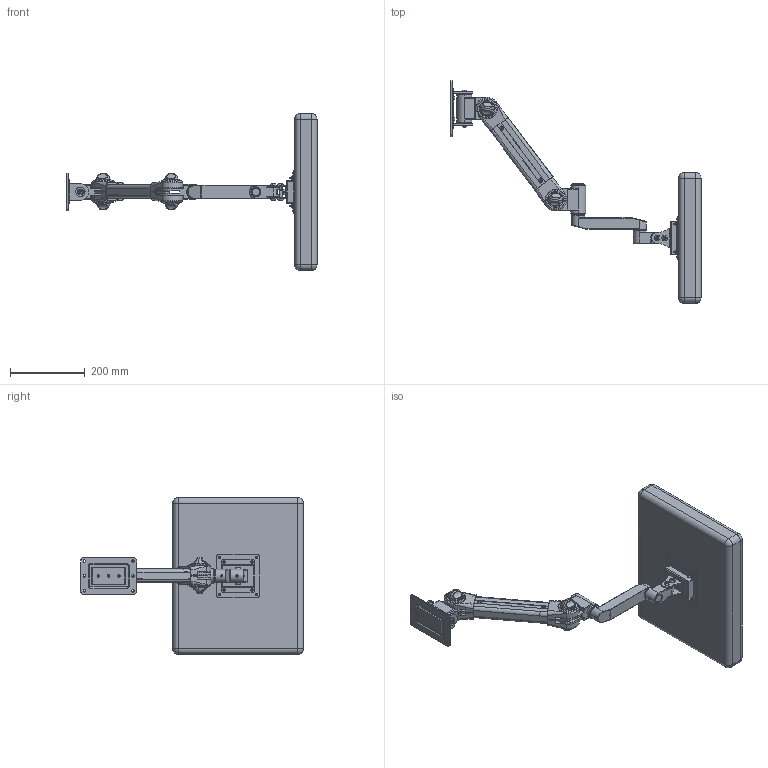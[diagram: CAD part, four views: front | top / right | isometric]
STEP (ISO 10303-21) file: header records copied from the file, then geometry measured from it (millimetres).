
FILE_DESCRIPTION (( 'STEP AP214' ), '1' );
FILE_NAME ('60212-5AWGV.STEP', '2015-07-30T01:12:30', ( 'User' ), ( '' ), 'SwSTEP 2.0', 'SolidWorks 2012', '' );
FILE_SCHEMA (( 'AUTOMOTIVE_DESIGN' ));
Length unit declared in the file: millimetre
Products named in the file (42): LCD panelVESA; P21-15-06; M4 x 0.7 nut P24-21-04; P21-02-01; P21-01a; M4 -10-P21-00-11; Nut 3-8-16; P21-00-09; P21-00-05; P21-00-15M; P21-00-15F; P21-00-03; P21-00-07; P21-01-28; LCD Panel; 22-02; P22-00-18; P22-09-03N; Name plate; P22-00-20; P22-00-09S; P22-00-09N; P22-04-03; P22-04-02R; P22-04-02L; P22-00-19; P22-00-12; P22-00-08; P22-04-10; 25-12; D25d6.3t1.0; P25-12-20; M6-8; P25-12-19; P25-12-18; 22-06-1; P21-00-01; P21-00-02N; M3-6mm; P22-06-02 ...
Assembly tree (71 placements, depth 4):
  60212-5AWGV
    22-06-1
      P22-06-01
      P22-06-02
      M3-6mm  x2
      P21-00-02N
      P21-00-01
    25-12
      P25-12-18
      P25-12-19
      M6-8  x4
      P25-12-20
      D25d6.3t1.0  x2
    22-02
      P22-04-10  x2
      P22-00-08  x4
      P22-00-12
      P22-00-19
      P22-04-02L  x2
      P22-04-02R  x2
      P22-04-03
      P22-00-09N  x2
      P22-00-09S  x2
      P22-00-20
      Name plate
      P22-09-03N  x2
      P22-00-18
    LCD panelVESA
      LCD Panel
      P21-01a
        P21-01-28
        P21-00-07  x2
        P21-00-03
        P21-00-15F  x2
        P21-00-15M  x2
        P21-00-05
        Name plate
        P21-00-02N
        P21-00-09
        Nut 3-8-16
        M4 -10-P21-00-11
        P21-00-01
      P21-02-01
      M4 x 0.7 nut P24-21-04  x4
      P21-15-06  x4
      M4 -10-P21-00-11  x4
Bounding box: 672.08 x 596.75 x 420 mm (x, y, z)
Volume: 9157652.4 mm3; surface area: 917876.7 mm2
Topology: 66 solids, 66 shells, 2205 faces, 5410 edges, 3376 vertices
Faces by surface type: plane 854, cylinder 807, cone 248, torus 229, sphere 34, bspline 33
Entity records: 54020 total; most frequent: CARTESIAN_POINT 10449, DIRECTION 7455, ORIENTED_EDGE 6772, EDGE_CURVE 3386, AXIS2_PLACEMENT_3D 2873, VERTEX_POINT 2145, VECTOR 1709, LINE 1709
